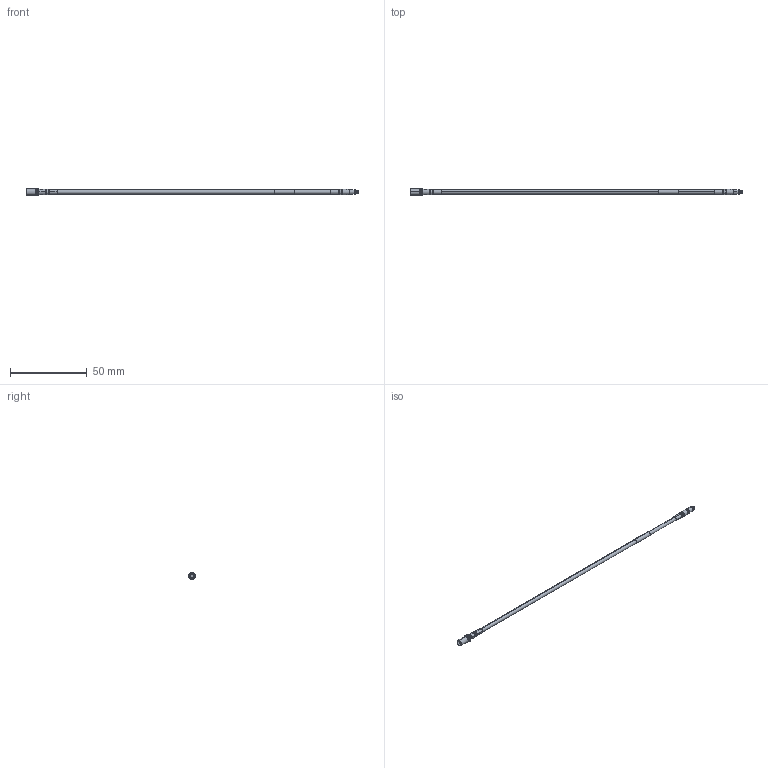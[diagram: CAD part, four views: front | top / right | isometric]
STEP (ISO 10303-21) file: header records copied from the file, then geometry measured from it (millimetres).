
FILE_DESCRIPTION (( 'STEP AP214' ), '1' );
FILE_NAME ('FMCA9754_3D.step', '2024-02-21T16:16:41', ( '' ), ( '' ), 'SwSTEP 2.0', 'SolidWorks 2022', '' );
FILE_SCHEMA (( 'AUTOMOTIVE_DESIGN' ));
Length unit declared in the file: inch
Products named in the file (6): PE-P086HF_8 in Length; 1AW01-003_.110 ID; FMCA9754_3D; CA-PE-P086_2_Heatshrink_LONG; PE45540; PE44974 ¦ SC5431
Assembly tree (6 placements, depth 2):
  FMCA9754_3D
    PE-P086HF_8 in Length
    1AW01-003_.110 ID
    PE45540
    PE44974 ¦ SC5431
    CA-PE-P086_2_Heatshrink_LONG  x2
Bounding box: 216.87 x 4.83 x 4.83 mm (x, y, z)
Volume: 1324 mm3; surface area: 2711.2 mm2
Topology: 6 solids, 6 shells, 207 faces, 498 edges, 310 vertices
Faces by surface type: cylinder 72, plane 61, cone 50, torus 18, bspline 6
Entity records: 8025 total; most frequent: CARTESIAN_POINT 1837, DIRECTION 958, ORIENTED_EDGE 908, EDGE_CURVE 454, AXIS2_PLACEMENT_3D 389, VERTEX_POINT 286, EDGE_LOOP 202, CIRCLE 201
